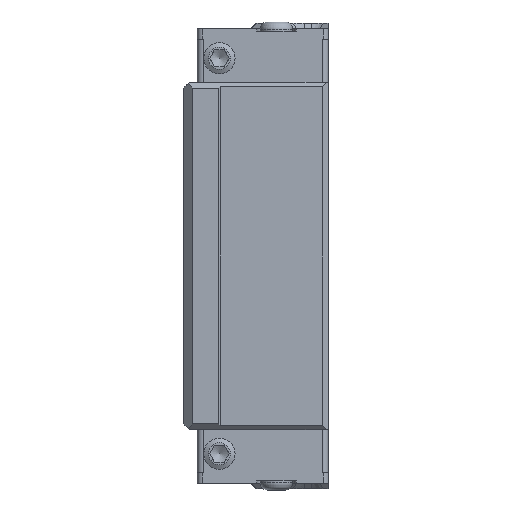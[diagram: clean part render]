
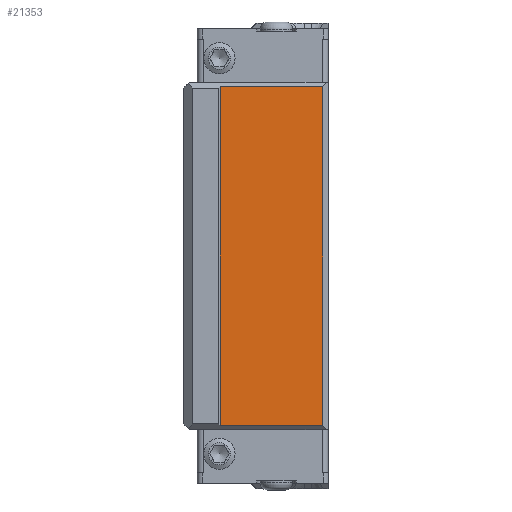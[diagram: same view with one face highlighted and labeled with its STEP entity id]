
A CAD part, left-side view. The second image highlights one B-rep face of the part: STEP entity #21353.
In plain terms, the highlighted planar face has unit normal (-1, 0, 0).
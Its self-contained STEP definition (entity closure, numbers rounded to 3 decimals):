
#786=FACE_OUTER_BOUND('',#2000,.T.);
#2000=EDGE_LOOP('',(#13689,#13690,#13691,#13692));
#4095=LINE('',#30662,#6325);
#4115=LINE('',#30702,#6345);
#4130=LINE('',#30742,#6360);
#4131=LINE('',#30744,#6361);
#6325=VECTOR('',#24719,18.1);
#6345=VECTOR('',#24747,18.1);
#6360=VECTOR('',#24796,59.7);
#6361=VECTOR('',#24799,59.7);
#8609=VERTEX_POINT('',#30660);
#8610=VERTEX_POINT('',#30661);
#8625=VERTEX_POINT('',#30699);
#8626=VERTEX_POINT('',#30701);
#10585=EDGE_CURVE('',#8609,#8610,#4095,.T.);
#10605=EDGE_CURVE('',#8625,#8626,#4115,.T.);
#10628=EDGE_CURVE('',#8626,#8609,#4130,.T.);
#10629=EDGE_CURVE('',#8610,#8625,#4131,.T.);
#13689=ORIENTED_EDGE('',*,*,#10585,.F.);
#13690=ORIENTED_EDGE('',*,*,#10628,.F.);
#13691=ORIENTED_EDGE('',*,*,#10605,.F.);
#13692=ORIENTED_EDGE('',*,*,#10629,.F.);
#19328=PLANE('',#22652);
#21353=ADVANCED_FACE('',(#786),#19328,.F.);
#22652=AXIS2_PLACEMENT_3D('',#30743,#24797,#24798);
#24719=DIRECTION('',(0.,1.,0.));
#24747=DIRECTION('',(0.,-1.,0.));
#24796=DIRECTION('',(0.,0.,-1.));
#24797=DIRECTION('center_axis',(1.,0.,0.));
#24798=DIRECTION('ref_axis',(0.,0.,-1.));
#24799=DIRECTION('',(0.,0.,1.));
#30660=CARTESIAN_POINT('',(-21.8,-8.153,-29.85));
#30661=CARTESIAN_POINT('',(-21.8,9.947,-29.85));
#30662=CARTESIAN_POINT('',(-21.8,2.797,-29.85));
#30699=CARTESIAN_POINT('',(-21.8,9.947,29.85));
#30701=CARTESIAN_POINT('',(-21.8,-8.153,29.85));
#30702=CARTESIAN_POINT('',(-21.8,2.797,29.85));
#30742=CARTESIAN_POINT('',(-21.8,-8.153,0.));
#30743=CARTESIAN_POINT('Origin',(-21.8,-9.153,30.65));
#30744=CARTESIAN_POINT('',(-21.8,9.947,30.65));
